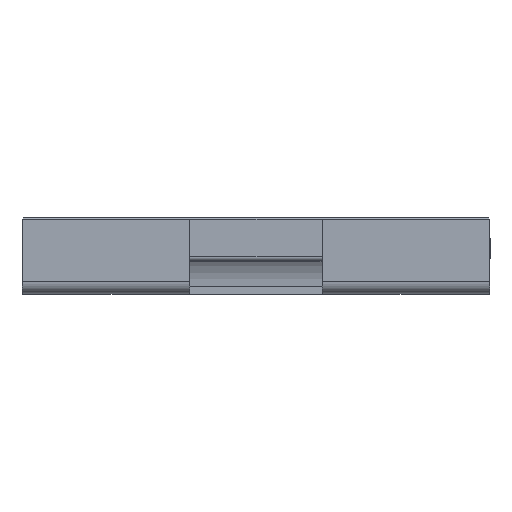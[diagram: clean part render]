
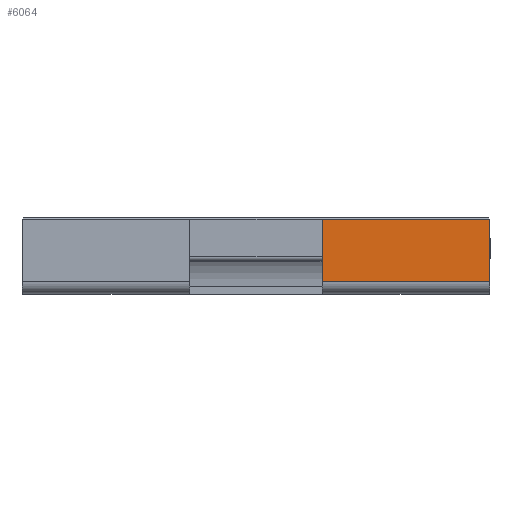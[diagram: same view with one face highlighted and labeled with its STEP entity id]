
A CAD part, top view. The second image highlights one B-rep face of the part: STEP entity #6064.
In plain terms, the highlighted planar face has unit normal (0, 0, 1).
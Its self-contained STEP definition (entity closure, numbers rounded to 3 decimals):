
#4 = PLANE ( 'NONE',  #3727 ) ;
#29 = DIRECTION ( 'NONE',  ( 0., 1., 0. ) ) ;
#164 = VERTEX_POINT ( 'NONE', #5095 ) ;
#245 = VECTOR ( 'NONE', #29, 1000. ) ;
#250 = DIRECTION ( 'NONE',  ( 1., 0., 0. ) ) ;
#369 = CARTESIAN_POINT ( 'NONE',  ( 117., -0.4, 0. ) ) ;
#433 = CARTESIAN_POINT ( 'NONE',  ( 75.1, -14., 0. ) ) ;
#528 = DIRECTION ( 'NONE',  ( 1., 0., 0. ) ) ;
#719 = LINE ( 'NONE', #2413, #5785 ) ;
#832 = VECTOR ( 'NONE', #950, 1000. ) ;
#950 = DIRECTION ( 'NONE',  ( 0., -1., 0. ) ) ;
#1010 = EDGE_CURVE ( 'NONE', #2761, #6356, #3667, .T. ) ;
#1048 = DIRECTION ( 'NONE',  ( -1., 0., 0. ) ) ;
#1944 = ORIENTED_EDGE ( 'NONE', *, *, #3860, .T. ) ;
#2018 = CARTESIAN_POINT ( 'NONE',  ( 117., -16., 0. ) ) ;
#2413 = CARTESIAN_POINT ( 'NONE',  ( 117., -16., 0. ) ) ;
#2700 = LINE ( 'NONE', #433, #832 ) ;
#2722 = VECTOR ( 'NONE', #1048, 1000. ) ;
#2751 = CARTESIAN_POINT ( 'NONE',  ( 117., -19., 0. ) ) ;
#2761 = VERTEX_POINT ( 'NONE', #2018 ) ;
#2790 = EDGE_CURVE ( 'NONE', #3195, #164, #2700, .T. ) ;
#2968 = EDGE_LOOP ( 'NONE', ( #5673, #5867, #5436, #1944 ) ) ;
#3195 = VERTEX_POINT ( 'NONE', #6964 ) ;
#3218 = LINE ( 'NONE', #5947, #2722 ) ;
#3667 = LINE ( 'NONE', #2751, #245 ) ;
#3727 = AXIS2_PLACEMENT_3D ( 'NONE', #4985, #3820, #528 ) ;
#3820 = DIRECTION ( 'NONE',  ( 0., 0., 1. ) ) ;
#3860 = EDGE_CURVE ( 'NONE', #6356, #3195, #3218, .T. ) ;
#4985 = CARTESIAN_POINT ( 'NONE',  ( 0., -19., 0. ) ) ;
#5095 = CARTESIAN_POINT ( 'NONE',  ( 75.1, -16., 0. ) ) ;
#5436 = ORIENTED_EDGE ( 'NONE', *, *, #1010, .T. ) ;
#5673 = ORIENTED_EDGE ( 'NONE', *, *, #2790, .T. ) ;
#5785 = VECTOR ( 'NONE', #250, 1000. ) ;
#5867 = ORIENTED_EDGE ( 'NONE', *, *, #6256, .T. ) ;
#5947 = CARTESIAN_POINT ( 'NONE',  ( 75.1, -0.4, 0. ) ) ;
#5952 = FACE_OUTER_BOUND ( 'NONE', #2968, .T. ) ;
#6064 = ADVANCED_FACE ( 'NONE', ( #5952 ), #4, .T. ) ;
#6256 = EDGE_CURVE ( 'NONE', #164, #2761, #719, .T. ) ;
#6356 = VERTEX_POINT ( 'NONE', #369 ) ;
#6964 = CARTESIAN_POINT ( 'NONE',  ( 75.1, -0.4, 0. ) ) ;
